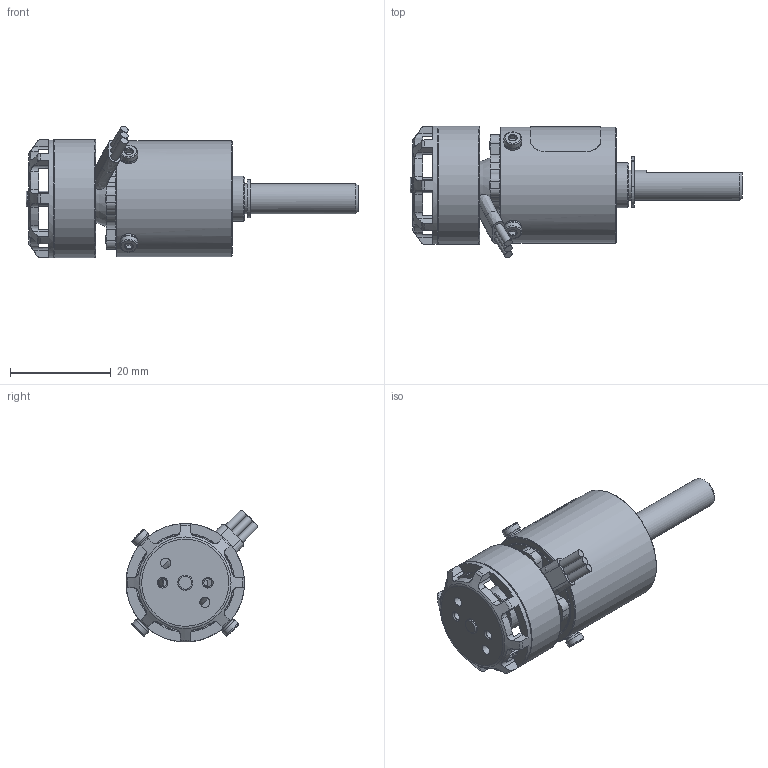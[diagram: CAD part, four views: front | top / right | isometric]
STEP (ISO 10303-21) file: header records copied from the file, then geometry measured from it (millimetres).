
FILE_DESCRIPTION (( 'STEP AP214' ), '1' );
FILE_NAME ('Ranglebox Mars-25 Assembly - Simple.STEP', '2024-02-01T17:31:13', ( '' ), ( '' ), 'SwSTEP 2.0', 'SolidWorks 2021', '' );
FILE_SCHEMA (( 'AUTOMOTIVE_DESIGN' ));
Length unit declared in the file: millimetre
Products named in the file (6): M2x4-12.9-plain; Ranglebox Mars gearbox basic; Ranglebox Mars-25 Assembly - Simple; Mars RB1806 2000kv; 6mm external circlip; Ranglebox Mars motor plate
Assembly tree (12 placements, depth 2):
  Ranglebox Mars-25 Assembly - Simple
    Ranglebox Mars gearbox basic
    Ranglebox Mars motor plate
    M2x4-12.9-plain  x8
    6mm external circlip
    Mars RB1806 2000kv
Bounding box: 65.9 x 26.17 x 26.17 mm (x, y, z)
Volume: 8565.4 mm3; surface area: 11767.7 mm2
Topology: 20 solids, 20 shells, 873 faces, 2057 edges, 1198 vertices
Faces by surface type: cylinder 336, plane 282, sphere 112, cone 99, torus 36, bspline 8
Full cylindrical faces by diameter (mm): 1.5 x2, 1.6 x13, 1.8 x1, 2 x11, 2.2 x4, 2.5 x5, 2.6 x1, 3 x5, 3.1 x8, 3.5 x8, 5 x1, 5.5 x1, 6 x3, 7 x1, 8 x1, 9 x2, 19.6 x1, 20 x2, 21.3 x1, 21.7 x2, 23 x1, 23.5 x2
Entity records: 26111 total; most frequent: CARTESIAN_POINT 4848, DIRECTION 3716, ORIENTED_EDGE 3208, EDGE_CURVE 1604, AXIS2_PLACEMENT_3D 1525, VERTEX_POINT 1005, EDGE_LOOP 947, FACE_OUTER_BOUND 819
